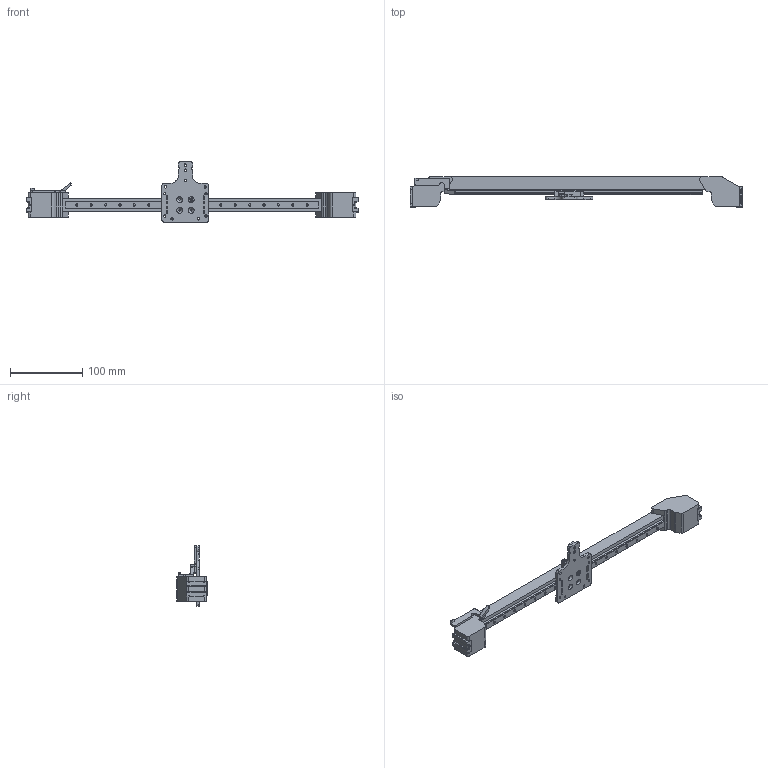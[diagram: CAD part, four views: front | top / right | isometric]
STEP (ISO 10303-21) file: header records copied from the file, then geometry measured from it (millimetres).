
FILE_DESCRIPTION(/* description */ (''),/* implementation_level */ '2;1');
FILE_NAME(/* name */ 'Gantry mockup.step',/* time_stamp */ '2024-05-13T05:39:15+08:00',/* author */ (''),/* organization */ (''),/* preprocessor_version */ 'ST-DEVELOPER v20',/* originating_system */ 'Autodesk Translation Framework v12.20.1.177',/* authorisation */ '');
FILE_SCHEMA (('AUTOMOTIVE_DESIGN { 1 0 10303 214 3 1 1 }'));
Length unit declared in the file: millimetre
Products named in the file (1): Gantry mockup
Bounding box: 461 x 41.71 x 84 mm (x, y, z)
Volume: 270566.4 mm3; surface area: 64065.1 mm2
Topology: 1 solids, 17 shells, 649 faces, 1682 edges, 1079 vertices
Faces by surface type: plane 459, cylinder 156, cone 28, bspline 6
Full cylindrical faces by diameter (mm): 1.2 x2, 1.8 x2, 2 x2, 2.5 x4, 3 x3, 3.2 x43
Entity records: 20019 total; most frequent: CARTESIAN_POINT 3836, ORIENTED_EDGE 3354, DIRECTION 3322, EDGE_CURVE 1677, LINE 1260, VECTOR 1260, VERTEX_POINT 1079, AXIS2_PLACEMENT_3D 1031
